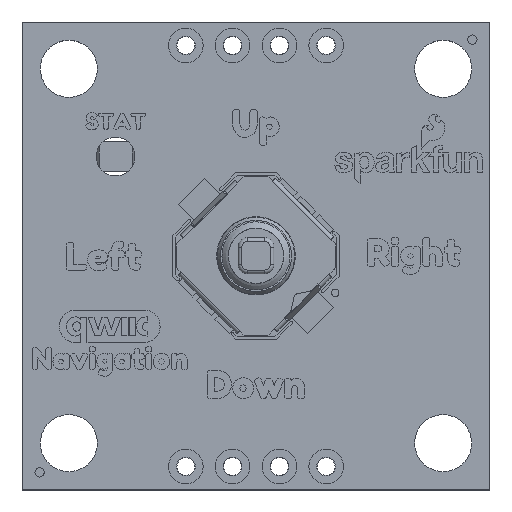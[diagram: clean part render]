
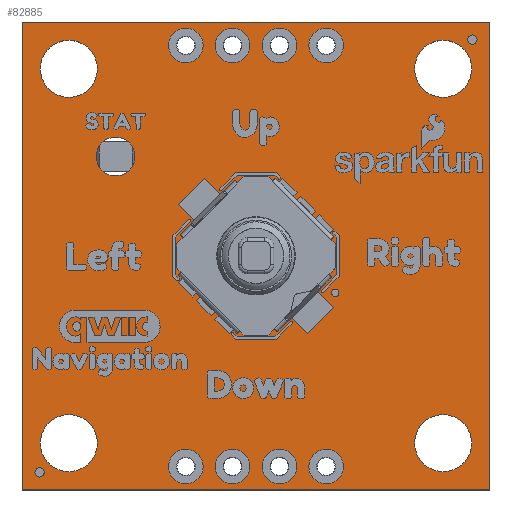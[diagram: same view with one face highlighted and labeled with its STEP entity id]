
A CAD part, top view. The second image highlights one B-rep face of the part: STEP entity #82885.
In plain terms, the highlighted planar face has unit normal (0, 0, 1).
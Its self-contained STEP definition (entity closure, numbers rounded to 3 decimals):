
#82608 = VERTEX_POINT('',#82609);
#82609 = CARTESIAN_POINT('',(25.4,0.,1.51));
#82615 = EDGE_CURVE('',#82608,#82616,#82618,.T.);
#82616 = VERTEX_POINT('',#82617);
#82617 = CARTESIAN_POINT('',(0.,0.,1.51));
#82618 = LINE('',#82619,#82620);
#82619 = CARTESIAN_POINT('',(25.4,0.,1.51));
#82620 = VECTOR('',#82621,1.);
#82621 = DIRECTION('',(-1.,0.,0.));
#82648 = VERTEX_POINT('',#82649);
#82649 = CARTESIAN_POINT('',(25.4,25.4,1.51));
#82655 = EDGE_CURVE('',#82648,#82608,#82656,.T.);
#82656 = LINE('',#82657,#82658);
#82657 = CARTESIAN_POINT('',(25.4,25.4,1.51));
#82658 = VECTOR('',#82659,1.);
#82659 = DIRECTION('',(0.,-1.,0.));
#82677 = EDGE_CURVE('',#82616,#82678,#82680,.T.);
#82678 = VERTEX_POINT('',#82679);
#82679 = CARTESIAN_POINT('',(0.,25.4,1.51));
#82680 = LINE('',#82681,#82682);
#82681 = CARTESIAN_POINT('',(0.,0.,1.51));
#82682 = VECTOR('',#82683,1.);
#82683 = DIRECTION('',(0.,1.,0.));
#82885 = ADVANCED_FACE('',(#82886,#82897,#82908,#82919,#82930,#82941,
    #82952,#82963,#82974,#82985,#82996,#83007,#83018,#83029,#83040,
    #83051),#83062,.T.);
#82886 = FACE_BOUND('',#82887,.T.);
#82887 = EDGE_LOOP('',(#82888,#82889,#82890,#82896));
#82888 = ORIENTED_EDGE('',*,*,#82615,.F.);
#82889 = ORIENTED_EDGE('',*,*,#82655,.F.);
#82890 = ORIENTED_EDGE('',*,*,#82891,.F.);
#82891 = EDGE_CURVE('',#82678,#82648,#82892,.T.);
#82892 = LINE('',#82893,#82894);
#82893 = CARTESIAN_POINT('',(0.,25.4,1.51));
#82894 = VECTOR('',#82895,1.);
#82895 = DIRECTION('',(1.,0.,0.));
#82896 = ORIENTED_EDGE('',*,*,#82677,.F.);
#82897 = FACE_BOUND('',#82898,.T.);
#82898 = EDGE_LOOP('',(#82899));
#82899 = ORIENTED_EDGE('',*,*,#82900,.T.);
#82900 = EDGE_CURVE('',#82901,#82901,#82903,.T.);
#82901 = VERTEX_POINT('',#82902);
#82902 = CARTESIAN_POINT('',(2.54,0.99,1.51));
#82903 = CIRCLE('',#82904,1.55);
#82904 = AXIS2_PLACEMENT_3D('',#82905,#82906,#82907);
#82905 = CARTESIAN_POINT('',(2.54,2.54,1.51));
#82906 = DIRECTION('',(-0.,0.,-1.));
#82907 = DIRECTION('',(-0.,-1.,0.));
#82908 = FACE_BOUND('',#82909,.T.);
#82909 = EDGE_LOOP('',(#82910));
#82910 = ORIENTED_EDGE('',*,*,#82911,.T.);
#82911 = EDGE_CURVE('',#82912,#82912,#82914,.T.);
#82912 = VERTEX_POINT('',#82913);
#82913 = CARTESIAN_POINT('',(8.89,0.762,1.51));
#82914 = CIRCLE('',#82915,0.508);
#82915 = AXIS2_PLACEMENT_3D('',#82916,#82917,#82918);
#82916 = CARTESIAN_POINT('',(8.89,1.27,1.51));
#82917 = DIRECTION('',(-0.,0.,-1.));
#82918 = DIRECTION('',(-0.,-1.,0.));
#82919 = FACE_BOUND('',#82920,.T.);
#82920 = EDGE_LOOP('',(#82921));
#82921 = ORIENTED_EDGE('',*,*,#82922,.T.);
#82922 = EDGE_CURVE('',#82923,#82923,#82925,.T.);
#82923 = VERTEX_POINT('',#82924);
#82924 = CARTESIAN_POINT('',(11.43,0.762,1.51));
#82925 = CIRCLE('',#82926,0.508);
#82926 = AXIS2_PLACEMENT_3D('',#82927,#82928,#82929);
#82927 = CARTESIAN_POINT('',(11.43,1.27,1.51));
#82928 = DIRECTION('',(-0.,0.,-1.));
#82929 = DIRECTION('',(-0.,-1.,0.));
#82930 = FACE_BOUND('',#82931,.T.);
#82931 = EDGE_LOOP('',(#82932));
#82932 = ORIENTED_EDGE('',*,*,#82933,.T.);
#82933 = EDGE_CURVE('',#82934,#82934,#82936,.T.);
#82934 = VERTEX_POINT('',#82935);
#82935 = CARTESIAN_POINT('',(13.97,0.762,1.51));
#82936 = CIRCLE('',#82937,0.508);
#82937 = AXIS2_PLACEMENT_3D('',#82938,#82939,#82940);
#82938 = CARTESIAN_POINT('',(13.97,1.27,1.51));
#82939 = DIRECTION('',(-0.,0.,-1.));
#82940 = DIRECTION('',(0.,-1.,-0.));
#82941 = FACE_BOUND('',#82942,.T.);
#82942 = EDGE_LOOP('',(#82943));
#82943 = ORIENTED_EDGE('',*,*,#82944,.T.);
#82944 = EDGE_CURVE('',#82945,#82945,#82947,.T.);
#82945 = VERTEX_POINT('',#82946);
#82946 = CARTESIAN_POINT('',(16.51,0.762,1.51));
#82947 = CIRCLE('',#82948,0.508);
#82948 = AXIS2_PLACEMENT_3D('',#82949,#82950,#82951);
#82949 = CARTESIAN_POINT('',(16.51,1.27,1.51));
#82950 = DIRECTION('',(-0.,0.,-1.));
#82951 = DIRECTION('',(0.,-1.,-0.));
#82952 = FACE_BOUND('',#82953,.T.);
#82953 = EDGE_LOOP('',(#82954));
#82954 = ORIENTED_EDGE('',*,*,#82955,.T.);
#82955 = EDGE_CURVE('',#82956,#82956,#82958,.T.);
#82956 = VERTEX_POINT('',#82957);
#82957 = CARTESIAN_POINT('',(22.86,0.99,1.51));
#82958 = CIRCLE('',#82959,1.55);
#82959 = AXIS2_PLACEMENT_3D('',#82960,#82961,#82962);
#82960 = CARTESIAN_POINT('',(22.86,2.54,1.51));
#82961 = DIRECTION('',(-0.,0.,-1.));
#82962 = DIRECTION('',(-0.,-1.,0.));
#82963 = FACE_BOUND('',#82964,.T.);
#82964 = EDGE_LOOP('',(#82965));
#82965 = ORIENTED_EDGE('',*,*,#82966,.T.);
#82966 = EDGE_CURVE('',#82967,#82967,#82969,.T.);
#82967 = VERTEX_POINT('',#82968);
#82968 = CARTESIAN_POINT('',(14.044,11.006,1.51));
#82969 = CIRCLE('',#82970,0.35);
#82970 = AXIS2_PLACEMENT_3D('',#82971,#82972,#82973);
#82971 = CARTESIAN_POINT('',(14.044,11.356,1.51));
#82972 = DIRECTION('',(-0.,0.,-1.));
#82973 = DIRECTION('',(0.,-1.,0.));
#82974 = FACE_BOUND('',#82975,.T.);
#82975 = EDGE_LOOP('',(#82976));
#82976 = ORIENTED_EDGE('',*,*,#82977,.T.);
#82977 = EDGE_CURVE('',#82978,#82978,#82980,.T.);
#82978 = VERTEX_POINT('',#82979);
#82979 = CARTESIAN_POINT('',(5.08,17.048,1.51));
#82980 = CIRCLE('',#82981,1.05);
#82981 = AXIS2_PLACEMENT_3D('',#82982,#82983,#82984);
#82982 = CARTESIAN_POINT('',(5.08,18.098,1.51));
#82983 = DIRECTION('',(-0.,0.,-1.));
#82984 = DIRECTION('',(-0.,-1.,0.));
#82985 = FACE_BOUND('',#82986,.T.);
#82986 = EDGE_LOOP('',(#82987));
#82987 = ORIENTED_EDGE('',*,*,#82988,.T.);
#82988 = EDGE_CURVE('',#82989,#82989,#82991,.T.);
#82989 = VERTEX_POINT('',#82990);
#82990 = CARTESIAN_POINT('',(11.356,13.544,1.51));
#82991 = CIRCLE('',#82992,0.5);
#82992 = AXIS2_PLACEMENT_3D('',#82993,#82994,#82995);
#82993 = CARTESIAN_POINT('',(11.356,14.044,1.51));
#82994 = DIRECTION('',(-0.,0.,-1.));
#82995 = DIRECTION('',(-0.,-1.,0.));
#82996 = FACE_BOUND('',#82997,.T.);
#82997 = EDGE_LOOP('',(#82998));
#82998 = ORIENTED_EDGE('',*,*,#82999,.T.);
#82999 = EDGE_CURVE('',#83000,#83000,#83002,.T.);
#83000 = VERTEX_POINT('',#83001);
#83001 = CARTESIAN_POINT('',(2.54,21.31,1.51));
#83002 = CIRCLE('',#83003,1.55);
#83003 = AXIS2_PLACEMENT_3D('',#83004,#83005,#83006);
#83004 = CARTESIAN_POINT('',(2.54,22.86,1.51));
#83005 = DIRECTION('',(-0.,0.,-1.));
#83006 = DIRECTION('',(-0.,-1.,0.));
#83007 = FACE_BOUND('',#83008,.T.);
#83008 = EDGE_LOOP('',(#83009));
#83009 = ORIENTED_EDGE('',*,*,#83010,.T.);
#83010 = EDGE_CURVE('',#83011,#83011,#83013,.T.);
#83011 = VERTEX_POINT('',#83012);
#83012 = CARTESIAN_POINT('',(8.89,23.622,1.51));
#83013 = CIRCLE('',#83014,0.508);
#83014 = AXIS2_PLACEMENT_3D('',#83015,#83016,#83017);
#83015 = CARTESIAN_POINT('',(8.89,24.13,1.51));
#83016 = DIRECTION('',(-0.,0.,-1.));
#83017 = DIRECTION('',(-0.,-1.,0.));
#83018 = FACE_BOUND('',#83019,.T.);
#83019 = EDGE_LOOP('',(#83020));
#83020 = ORIENTED_EDGE('',*,*,#83021,.T.);
#83021 = EDGE_CURVE('',#83022,#83022,#83024,.T.);
#83022 = VERTEX_POINT('',#83023);
#83023 = CARTESIAN_POINT('',(11.43,23.622,1.51));
#83024 = CIRCLE('',#83025,0.508);
#83025 = AXIS2_PLACEMENT_3D('',#83026,#83027,#83028);
#83026 = CARTESIAN_POINT('',(11.43,24.13,1.51));
#83027 = DIRECTION('',(-0.,0.,-1.));
#83028 = DIRECTION('',(-0.,-1.,0.));
#83029 = FACE_BOUND('',#83030,.T.);
#83030 = EDGE_LOOP('',(#83031));
#83031 = ORIENTED_EDGE('',*,*,#83032,.T.);
#83032 = EDGE_CURVE('',#83033,#83033,#83035,.T.);
#83033 = VERTEX_POINT('',#83034);
#83034 = CARTESIAN_POINT('',(13.97,23.622,1.51));
#83035 = CIRCLE('',#83036,0.508);
#83036 = AXIS2_PLACEMENT_3D('',#83037,#83038,#83039);
#83037 = CARTESIAN_POINT('',(13.97,24.13,1.51));
#83038 = DIRECTION('',(-0.,0.,-1.));
#83039 = DIRECTION('',(0.,-1.,-0.));
#83040 = FACE_BOUND('',#83041,.T.);
#83041 = EDGE_LOOP('',(#83042));
#83042 = ORIENTED_EDGE('',*,*,#83043,.T.);
#83043 = EDGE_CURVE('',#83044,#83044,#83046,.T.);
#83044 = VERTEX_POINT('',#83045);
#83045 = CARTESIAN_POINT('',(16.51,23.622,1.51));
#83046 = CIRCLE('',#83047,0.508);
#83047 = AXIS2_PLACEMENT_3D('',#83048,#83049,#83050);
#83048 = CARTESIAN_POINT('',(16.51,24.13,1.51));
#83049 = DIRECTION('',(-0.,0.,-1.));
#83050 = DIRECTION('',(0.,-1.,-0.));
#83051 = FACE_BOUND('',#83052,.T.);
#83052 = EDGE_LOOP('',(#83053));
#83053 = ORIENTED_EDGE('',*,*,#83054,.T.);
#83054 = EDGE_CURVE('',#83055,#83055,#83057,.T.);
#83055 = VERTEX_POINT('',#83056);
#83056 = CARTESIAN_POINT('',(22.86,21.31,1.51));
#83057 = CIRCLE('',#83058,1.55);
#83058 = AXIS2_PLACEMENT_3D('',#83059,#83060,#83061);
#83059 = CARTESIAN_POINT('',(22.86,22.86,1.51));
#83060 = DIRECTION('',(-0.,0.,-1.));
#83061 = DIRECTION('',(-0.,-1.,0.));
#83062 = PLANE('',#83063);
#83063 = AXIS2_PLACEMENT_3D('',#83064,#83065,#83066);
#83064 = CARTESIAN_POINT('',(0.,0.,1.51));
#83065 = DIRECTION('',(0.,0.,1.));
#83066 = DIRECTION('',(1.,0.,-0.));
